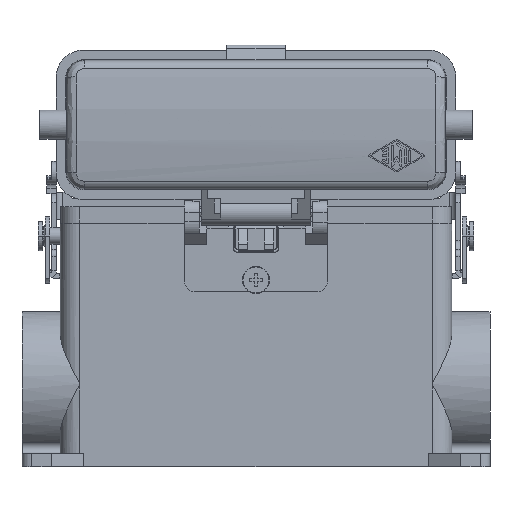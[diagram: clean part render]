
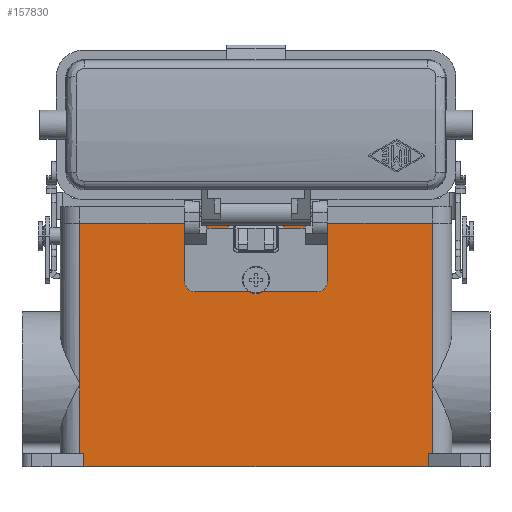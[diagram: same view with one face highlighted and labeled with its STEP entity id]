
A CAD part, left-side view. The second image highlights one B-rep face of the part: STEP entity #157830.
In plain terms, the highlighted face is planar.
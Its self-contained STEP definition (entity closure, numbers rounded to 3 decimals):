
#24290=CARTESIAN_POINT('',(-8.5,22.25,4.));
#24300=VERTEX_POINT('',#24290);
#24330=CARTESIAN_POINT('',(-8.5,22.25,0.));
#24340=DIRECTION('',(0.,0.,-1.));
#24350=VECTOR('',#24340,1.);
#24360=LINE('',#24330,#24350);
#24370=CARTESIAN_POINT('',(-8.5,22.25,2.4));
#24380=VERTEX_POINT('',#24370);
#24390=EDGE_CURVE('',#24300,#24380,#24360,.T.);
#39940=CARTESIAN_POINT('',(-18.9,22.25,-17.1));
#39950=VERTEX_POINT('',#39940);
#39980=CARTESIAN_POINT('',(0.,22.25,-17.1));
#39990=DIRECTION('',(1.,0.,0.));
#40000=VECTOR('',#39990,1.);
#40010=LINE('',#39980,#40000);
#40020=CARTESIAN_POINT('',(18.9,22.25,-17.1));
#40030=VERTEX_POINT('',#40020);
#40040=EDGE_CURVE('',#39950,#40030,#40010,.T.);
#46340=CARTESIAN_POINT('',(21.9,22.25,-14.1));
#46350=VERTEX_POINT('',#46340);
#46460=CARTESIAN_POINT('',(18.9,22.25,-14.1));
#46470=DIRECTION('',(0.,1.,0.));
#46480=DIRECTION('',(1.,0.,0.));
#46490=AXIS2_PLACEMENT_3D('',#46460,#46470,#46480);
#46500=CIRCLE('',#46490,3.);
#46510=EDGE_CURVE('',#46350,#40030,#46500,.T.);
#63010=CARTESIAN_POINT('',(-54.25,22.25,-45.5));
#63020=VERTEX_POINT('',#63010);
#63050=CARTESIAN_POINT('',(-54.25,22.25,-71.));
#63060=DIRECTION('',(0.,0.,1.));
#63070=VECTOR('',#63060,1.);
#63080=LINE('',#63050,#63070);
#63090=CARTESIAN_POINT('',(-54.25,22.25,4.));
#63100=VERTEX_POINT('',#63090);
#63110=EDGE_CURVE('',#63020,#63100,#63080,.T.);
#79600=CARTESIAN_POINT('',(-21.9,22.25,-14.1));
#79610=VERTEX_POINT('',#79600);
#79640=CARTESIAN_POINT('',(-18.9,22.25,-14.1));
#79650=DIRECTION('',(0.,-1.,0.));
#79660=DIRECTION('',(-1.,0.,0.));
#79670=AXIS2_PLACEMENT_3D('',#79640,#79650,#79660);
#79680=CIRCLE('',#79670,3.);
#79690=EDGE_CURVE('',#79610,#39950,#79680,.T.);
#88910=CARTESIAN_POINT('',(21.9,22.25,2.4));
#88920=VERTEX_POINT('',#88910);
#88950=CARTESIAN_POINT('',(0.,22.25,2.4));
#88960=DIRECTION('',(-1.,0.,0.));
#88970=VECTOR('',#88960,1.);
#88980=LINE('',#88950,#88970);
#88990=CARTESIAN_POINT('',(8.5,22.25,2.4));
#89000=VERTEX_POINT('',#88990);
#89010=EDGE_CURVE('',#88920,#89000,#88980,.T.);
#94980=CARTESIAN_POINT('',(54.25,22.25,-67.));
#94990=VERTEX_POINT('',#94980);
#95020=CARTESIAN_POINT('',(53.,22.25,-67.));
#95030=DIRECTION('',(1.,0.,0.));
#95040=VECTOR('',#95030,1.25);
#95050=LINE('',#95020,#95040);
#95060=CARTESIAN_POINT('',(53.,22.25,-67.));
#95070=VERTEX_POINT('',#95060);
#95080=EDGE_CURVE('',#95070,#94990,#95050,.T.);
#106420=CARTESIAN_POINT('',(-21.9,22.25,2.4));
#106430=VERTEX_POINT('',#106420);
#106550=CARTESIAN_POINT('',(0.,22.25,2.4));
#106560=DIRECTION('',(-1.,0.,0.));
#106570=VECTOR('',#106560,1.);
#106580=LINE('',#106550,#106570);
#106590=EDGE_CURVE('',#24380,#106430,#106580,.T.);
#115080=CARTESIAN_POINT('',(21.9,22.25,0.));
#115090=DIRECTION('',(0.,0.,1.));
#115100=VECTOR('',#115090,1.);
#115110=LINE('',#115080,#115100);
#115120=EDGE_CURVE('',#46350,#88920,#115110,.T.);
#125390=CARTESIAN_POINT('',(-53.,22.25,-67.));
#125400=VERTEX_POINT('',#125390);
#125430=CARTESIAN_POINT('',(-54.25,22.25,-67.));
#125440=DIRECTION('',(1.,0.,0.));
#125450=VECTOR('',#125440,1.25);
#125460=LINE('',#125430,#125450);
#125470=CARTESIAN_POINT('',(-54.25,22.25,-67.));
#125480=VERTEX_POINT('',#125470);
#125490=EDGE_CURVE('',#125480,#125400,#125460,.T.);
#127410=CARTESIAN_POINT('',(53.,22.25,-71.));
#127420=VERTEX_POINT('',#127410);
#127450=CARTESIAN_POINT('',(-53.,22.25,-71.));
#127460=DIRECTION('',(1.,0.,0.));
#127470=VECTOR('',#127460,106.);
#127480=LINE('',#127450,#127470);
#127490=CARTESIAN_POINT('',(-53.,22.25,-71.));
#127500=VERTEX_POINT('',#127490);
#127510=EDGE_CURVE('',#127500,#127420,#127480,.T.);
#128800=CARTESIAN_POINT('',(54.25,22.25,-45.5));
#128810=VERTEX_POINT('',#128800);
#136620=CARTESIAN_POINT('',(54.25,22.25,4.));
#136630=VERTEX_POINT('',#136620);
#136660=CARTESIAN_POINT('',(54.25,22.25,-71.));
#136670=DIRECTION('',(0.,0.,1.));
#136680=VECTOR('',#136670,1.);
#136690=LINE('',#136660,#136680);
#136700=EDGE_CURVE('',#128810,#136630,#136690,.T.);
#136930=CARTESIAN_POINT('',(-54.25,22.25,4.));
#136940=DIRECTION('',(1.,0.,0.));
#136950=VECTOR('',#136940,108.5);
#136960=LINE('',#136930,#136950);
#136970=EDGE_CURVE('',#63100,#24300,#136960,.T.);
#137760=CARTESIAN_POINT('',(8.5,22.25,4.));
#137770=VERTEX_POINT('',#137760);
#137800=EDGE_CURVE('',#137770,#136630,#136960,.T.);
#157300=EDGE_CURVE('',#125480,#63020,#63080,.T.);
#157350=CARTESIAN_POINT('',(-53.,22.25,-71.));
#157360=DIRECTION('',(0.,1.,0.));
#157370=DIRECTION('',(0.,0.,1.));
#157380=AXIS2_PLACEMENT_3D('',#157350,#157360,#157370);
#157390=PLANE('',#157380);
#157400=ORIENTED_EDGE('',*,*,#95080,.F.);
#157410=EDGE_CURVE('',#94990,#128810,#136690,.T.);
#157420=ORIENTED_EDGE('',*,*,#157410,.F.);
#157430=ORIENTED_EDGE('',*,*,#136700,.F.);
#157440=ORIENTED_EDGE('',*,*,#137800,.T.);
#157450=CARTESIAN_POINT('',(8.5,22.25,0.));
#157460=DIRECTION('',(0.,0.,-1.));
#157470=VECTOR('',#157460,1.);
#157480=LINE('',#157450,#157470);
#157490=EDGE_CURVE('',#137770,#89000,#157480,.T.);
#157500=ORIENTED_EDGE('',*,*,#157490,.F.);
#157510=ORIENTED_EDGE('',*,*,#89010,.T.);
#157520=ORIENTED_EDGE('',*,*,#115120,.T.);
#157530=ORIENTED_EDGE('',*,*,#46510,.F.);
#157540=ORIENTED_EDGE('',*,*,#40040,.T.);
#157550=ORIENTED_EDGE('',*,*,#79690,.T.);
#157560=CARTESIAN_POINT('',(-21.9,22.25,0.));
#157570=DIRECTION('',(0.,0.,1.));
#157580=VECTOR('',#157570,1.);
#157590=LINE('',#157560,#157580);
#157600=EDGE_CURVE('',#79610,#106430,#157590,.T.);
#157610=ORIENTED_EDGE('',*,*,#157600,.F.);
#157620=ORIENTED_EDGE('',*,*,#106590,.T.);
#157630=ORIENTED_EDGE('',*,*,#24390,.T.);
#157640=ORIENTED_EDGE('',*,*,#136970,.T.);
#157650=ORIENTED_EDGE('',*,*,#63110,.T.);
#157660=ORIENTED_EDGE('',*,*,#157300,.T.);
#157670=ORIENTED_EDGE('',*,*,#125490,.F.);
#157680=CARTESIAN_POINT('',(-53.,22.25,-71.));
#157690=DIRECTION('',(0.,0.,1.));
#157700=VECTOR('',#157690,4.);
#157710=LINE('',#157680,#157700);
#157720=EDGE_CURVE('',#127500,#125400,#157710,.T.);
#157730=ORIENTED_EDGE('',*,*,#157720,.T.);
#157740=ORIENTED_EDGE('',*,*,#127510,.F.);
#157750=CARTESIAN_POINT('',(53.,22.25,-71.));
#157760=DIRECTION('',(0.,0.,1.));
#157770=VECTOR('',#157760,4.);
#157780=LINE('',#157750,#157770);
#157790=EDGE_CURVE('',#127420,#95070,#157780,.T.);
#157800=ORIENTED_EDGE('',*,*,#157790,.F.);
#157810=EDGE_LOOP('',(#157800,#157740,#157730,#157670,#157660,#157650,
#157640,#157630,#157620,#157610,#157550,#157540,#157530,#157520,#157510,
#157500,#157440,#157430,#157420,#157400));
#157820=FACE_OUTER_BOUND('',#157810,.T.);
#157830=ADVANCED_FACE('',(#157820),#157390,.T.);
